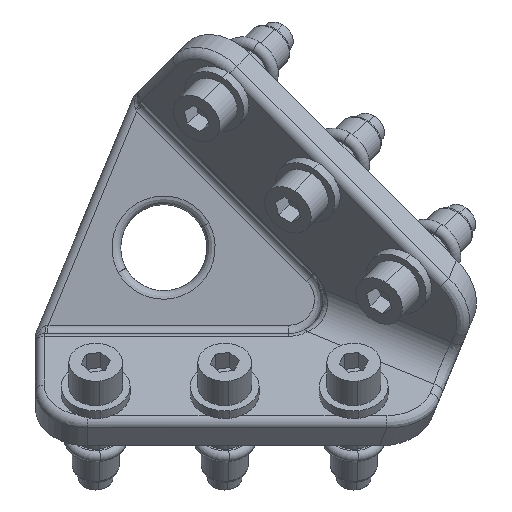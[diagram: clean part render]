
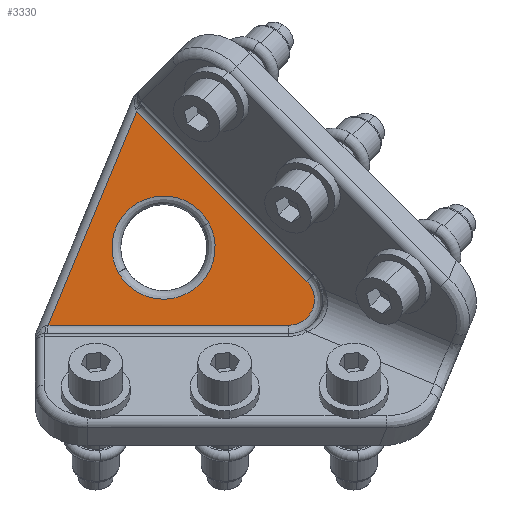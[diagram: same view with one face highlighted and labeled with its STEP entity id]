
A CAD part, front view. The second image highlights one B-rep face of the part: STEP entity #3330.
In plain terms, the highlighted planar face has unit normal (-0.032, -0.999, 0.013).
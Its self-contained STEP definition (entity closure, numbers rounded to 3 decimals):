
#3254=AXIS2_PLACEMENT_3D('Plane Axis2P3D',#3251,#3252,#3253) ;
#1209=CARTESIAN_POINT('Vertex',(-191.093,-6.067,49.973)) ;
#1212=CARTESIAN_POINT('Line Origine',(-180.777,-6.067,74.88)) ;
#1216=CARTESIAN_POINT('Vertex',(-170.46,-6.067,99.787)) ;
#3251=CARTESIAN_POINT('Axis2P3D Location',(-171.12,-6.,103.238)) ;
#3257=CARTESIAN_POINT('Control Point',(-135.131,-7.873,49.973)) ;
#3258=CARTESIAN_POINT('Control Point',(-191.093,-6.067,49.973)) ;
#3259=CARTESIAN_POINT('Vertex',(-135.131,-7.873,49.973)) ;
#3263=CARTESIAN_POINT('Control Point',(-135.131,-7.873,49.973)) ;
#3264=CARTESIAN_POINT('Control Point',(-133.994,-7.91,49.973)) ;
#3265=CARTESIAN_POINT('Control Point',(-132.856,-7.943,50.243)) ;
#3266=CARTESIAN_POINT('Control Point',(-131.803,-7.969,50.783)) ;
#3267=CARTESIAN_POINT('Control Point',(-130.391,-7.999,52.011)) ;
#3268=CARTESIAN_POINT('Control Point',(-129.539,-8.004,53.642)) ;
#3269=CARTESIAN_POINT('Control Point',(-129.31,-8.003,54.295)) ;
#3270=CARTESIAN_POINT('Control Point',(-128.98,-7.991,55.969)) ;
#3271=CARTESIAN_POINT('Control Point',(-129.244,-7.96,57.675)) ;
#3272=CARTESIAN_POINT('Control Point',(-129.615,-7.935,58.644)) ;
#3273=CARTESIAN_POINT('Control Point',(-130.177,-7.905,59.504)) ;
#3274=CARTESIAN_POINT('Control Point',(-130.889,-7.873,60.216)) ;
#3275=CARTESIAN_POINT('Vertex',(-130.889,-7.873,60.216)) ;
#3279=CARTESIAN_POINT('Control Point',(-170.46,-6.067,99.787)) ;
#3280=CARTESIAN_POINT('Control Point',(-130.889,-7.873,60.216)) ;
#3289=CARTESIAN_POINT('Control Point',(-153.7,-6.956,73.78)) ;
#3290=CARTESIAN_POINT('Control Point',(-154.934,-6.886,76.038)) ;
#3291=CARTESIAN_POINT('Control Point',(-156.772,-6.801,77.965)) ;
#3292=CARTESIAN_POINT('Control Point',(-159.098,-6.707,79.343)) ;
#3293=CARTESIAN_POINT('Control Point',(-162.957,-6.569,80.373)) ;
#3294=CARTESIAN_POINT('Control Point',(-166.816,-6.451,79.852)) ;
#3295=CARTESIAN_POINT('Control Point',(-168.071,-6.416,79.506)) ;
#3296=CARTESIAN_POINT('Control Point',(-170.458,-6.352,78.486)) ;
#3297=CARTESIAN_POINT('Control Point',(-172.492,-6.308,76.874)) ;
#3298=CARTESIAN_POINT('Control Point',(-173.394,-6.291,75.935)) ;
#3299=CARTESIAN_POINT('Control Point',(-175.586,-6.261,72.936)) ;
#3300=CARTESIAN_POINT('Control Point',(-176.537,-6.279,69.263)) ;
#3301=CARTESIAN_POINT('Control Point',(-176.534,-6.313,66.762)) ;
#3302=CARTESIAN_POINT('Control Point',(-175.91,-6.365,64.375)) ;
#3303=CARTESIAN_POINT('Control Point',(-174.762,-6.43,62.274)) ;
#3304=CARTESIAN_POINT('Vertex',(-153.7,-6.956,73.78)) ;
#3306=CARTESIAN_POINT('Vertex',(-174.762,-6.43,62.274)) ;
#3310=CARTESIAN_POINT('Control Point',(-174.762,-6.43,62.274)) ;
#3311=CARTESIAN_POINT('Control Point',(-174.029,-6.471,60.932)) ;
#3312=CARTESIAN_POINT('Control Point',(-173.083,-6.518,59.708)) ;
#3313=CARTESIAN_POINT('Control Point',(-171.948,-6.569,58.646)) ;
#3314=CARTESIAN_POINT('Control Point',(-168.504,-6.711,56.33)) ;
#3315=CARTESIAN_POINT('Control Point',(-164.324,-6.856,55.602)) ;
#3316=CARTESIAN_POINT('Control Point',(-161.635,-6.939,55.875)) ;
#3317=CARTESIAN_POINT('Control Point',(-157.92,-7.039,57.34)) ;
#3318=CARTESIAN_POINT('Control Point',(-155.126,-7.093,60.051)) ;
#3319=CARTESIAN_POINT('Control Point',(-154.322,-7.105,61.075)) ;
#3320=CARTESIAN_POINT('Control Point',(-152.565,-7.122,64.069)) ;
#3321=CARTESIAN_POINT('Control Point',(-151.944,-7.096,67.54)) ;
#3322=CARTESIAN_POINT('Control Point',(-152.059,-7.062,69.768)) ;
#3323=CARTESIAN_POINT('Control Point',(-152.667,-7.014,71.89)) ;
#3324=CARTESIAN_POINT('Control Point',(-153.7,-6.956,73.78)) ;
#1213=DIRECTION('Vector Direction',(-0.383,0.,-0.924)) ;
#3252=DIRECTION('Axis2P3D Direction',(-0.032,-0.999,0.013)) ;
#3253=DIRECTION('Axis2P3D XDirection',(-0.383,0.,-0.924)) ;
#1214=VECTOR('Line Direction',#1213,1.) ;
#3283=ORIENTED_EDGE('',*,*,#1218,.F.) ;
#3284=ORIENTED_EDGE('',*,*,#3261,.T.) ;
#3285=ORIENTED_EDGE('',*,*,#3277,.T.) ;
#3286=ORIENTED_EDGE('',*,*,#3281,.T.) ;
#3327=ORIENTED_EDGE('',*,*,#3308,.F.) ;
#3328=ORIENTED_EDGE('',*,*,#3325,.F.) ;
#3329=FACE_BOUND('',#3326,.T.) ;
#3330=ADVANCED_FACE('PartBody',(#3287,#3329),#3255,.T.) ;
#3256=B_SPLINE_CURVE_WITH_KNOTS('',1,(#3257,#3258),.UNSPECIFIED.,.F.,.U.,(2,2),(-24.926,31.065),.UNSPECIFIED.) ;
#3262=B_SPLINE_CURVE_WITH_KNOTS('',5,(#3263,#3264,#3265,#3266,#3267,#3268,#3269,#3270,#3271,#3272,#3273,#3274),.UNSPECIFIED.,.F.,.U.,(6,3,3,6),(19.641,29.126,34.817,43.207),.UNSPECIFIED.) ;
#3278=B_SPLINE_CURVE_WITH_KNOTS('',1,(#3279,#3280),.UNSPECIFIED.,.F.,.U.,(2,2),(-31.065,24.926),.UNSPECIFIED.) ;
#3288=B_SPLINE_CURVE_WITH_KNOTS('',5,(#3289,#3290,#3291,#3292,#3293,#3294,#3295,#3296,#3297,#3298,#3299,#3300,#3301,#3302,#3303),.UNSPECIFIED.,.F.,.U.,(6,3,3,3,6),(0.,16.753,25.13,33.502,49.092),.UNSPECIFIED.) ;
#3309=B_SPLINE_CURVE_WITH_KNOTS('',5,(#3310,#3311,#3312,#3313,#3314,#3315,#3316,#3317,#3318,#3319,#3320,#3321,#3322,#3323,#3324),.UNSPECIFIED.,.F.,.U.,(6,3,3,3,6),(49.092,59.044,75.789,84.16,98.184),.UNSPECIFIED.) ;
#1218=EDGE_CURVE('',#1210,#1217,#1215,.F.) ;
#3261=EDGE_CURVE('',#1210,#3260,#3256,.F.) ;
#3277=EDGE_CURVE('',#3260,#3276,#3262,.T.) ;
#3281=EDGE_CURVE('',#3276,#1217,#3278,.F.) ;
#3308=EDGE_CURVE('',#3305,#3307,#3288,.T.) ;
#3325=EDGE_CURVE('',#3307,#3305,#3309,.T.) ;
#3282=EDGE_LOOP('',(#3283,#3284,#3285,#3286)) ;
#3326=EDGE_LOOP('',(#3327,#3328)) ;
#3287=FACE_OUTER_BOUND('',#3282,.T.) ;
#1215=LINE('Line',#1212,#1214) ;
#3255=PLANE('',#3254) ;
#1210=VERTEX_POINT('',#1209) ;
#1217=VERTEX_POINT('',#1216) ;
#3260=VERTEX_POINT('',#3259) ;
#3276=VERTEX_POINT('',#3275) ;
#3305=VERTEX_POINT('',#3304) ;
#3307=VERTEX_POINT('',#3306) ;
